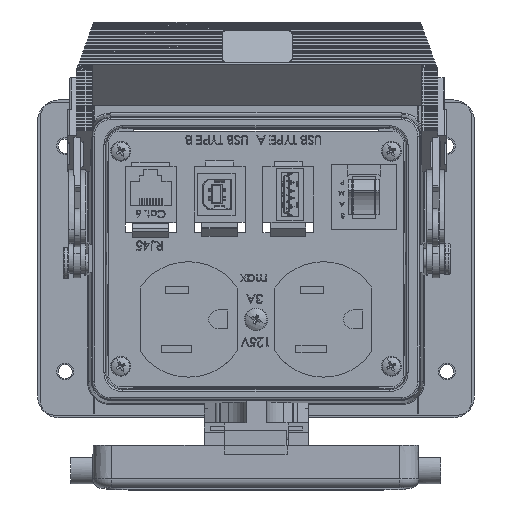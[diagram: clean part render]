
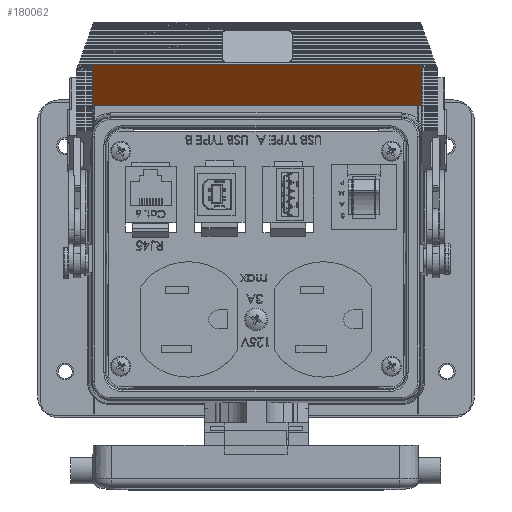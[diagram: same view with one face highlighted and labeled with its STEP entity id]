
A CAD part, top view. The second image highlights one B-rep face of the part: STEP entity #180062.
In plain terms, the highlighted planar face has unit normal (0, -0.695, 0.719).
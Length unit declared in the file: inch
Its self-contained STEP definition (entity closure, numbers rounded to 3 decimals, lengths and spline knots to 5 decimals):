
#5402 = ORIENTED_EDGE ( 'NONE', *, *, #213829, .T. ) ;
#16990 = DIRECTION ( 'NONE',  ( 0., -0.719, -0.695 ) ) ;
#30198 = DIRECTION ( 'NONE',  ( 1., 0., 0. ) ) ;
#32308 = VECTOR ( 'NONE', #147807, 39.37008 ) ;
#34053 = VECTOR ( 'NONE', #145091, 39.37008 ) ;
#37834 = CARTESIAN_POINT ( 'NONE',  ( 1.883, 2.19923, 0.80925 ) ) ;
#45942 = VERTEX_POINT ( 'NONE', #37834 ) ;
#47753 = CARTESIAN_POINT ( 'NONE',  ( 1.883, 1.73484, 0.3608 ) ) ;
#50437 = VERTEX_POINT ( 'NONE', #213450 ) ;
#58812 = PLANE ( 'NONE',  #185902 ) ;
#59475 = VECTOR ( 'NONE', #16990, 39.37008 ) ;
#60968 = CARTESIAN_POINT ( 'NONE',  ( 1.883, 2.34628, 0.95126 ) ) ;
#61043 = FACE_OUTER_BOUND ( 'NONE', #208169, .T. ) ;
#61700 = DIRECTION ( 'NONE',  ( 0., 0.695, -0.719 ) ) ;
#63133 = ORIENTED_EDGE ( 'NONE', *, *, #64408, .T. ) ;
#64408 = EDGE_CURVE ( 'NONE', #45942, #149452, #200925, .T. ) ;
#81837 = LINE ( 'NONE', #162409, #32308 ) ;
#87391 = VERTEX_POINT ( 'NONE', #47753 ) ;
#90700 = LINE ( 'NONE', #181731, #59475 ) ;
#96935 = CARTESIAN_POINT ( 'NONE',  ( 1.883, 2.19923, 0.80925 ) ) ;
#104409 = CARTESIAN_POINT ( 'NONE',  ( -1.857, 2.19923, 0.80925 ) ) ;
#121506 = ORIENTED_EDGE ( 'NONE', *, *, #130561, .F. ) ;
#125257 = ORIENTED_EDGE ( 'NONE', *, *, #190212, .T. ) ;
#130120 = CARTESIAN_POINT ( 'NONE',  ( 1.883, 1.73484, 0.3608 ) ) ;
#130561 = EDGE_CURVE ( 'NONE', #45942, #87391, #90700, .T. ) ;
#145091 = DIRECTION ( 'NONE',  ( -1., 0., 0. ) ) ;
#147807 = DIRECTION ( 'NONE',  ( 0., -0.719, -0.695 ) ) ;
#149452 = VERTEX_POINT ( 'NONE', #104409 ) ;
#152159 = VECTOR ( 'NONE', #30198, 39.37008 ) ;
#162409 = CARTESIAN_POINT ( 'NONE',  ( -1.857, 2.34628, 0.95126 ) ) ;
#177708 = DIRECTION ( 'NONE',  ( 0., 0.719, 0.695 ) ) ;
#180062 = ADVANCED_FACE ( 'NONE', ( #61043 ), #58812, .F. ) ;
#181731 = CARTESIAN_POINT ( 'NONE',  ( 1.883, 2.34628, 0.95126 ) ) ;
#185902 = AXIS2_PLACEMENT_3D ( 'NONE', #60968, #61700, #177708 ) ;
#190212 = EDGE_CURVE ( 'NONE', #149452, #50437, #81837, .T. ) ;
#196409 = LINE ( 'NONE', #130120, #152159 ) ;
#200925 = LINE ( 'NONE', #96935, #34053 ) ;
#208169 = EDGE_LOOP ( 'NONE', ( #121506, #63133, #125257, #5402 ) ) ;
#213450 = CARTESIAN_POINT ( 'NONE',  ( -1.857, 1.73484, 0.3608 ) ) ;
#213829 = EDGE_CURVE ( 'NONE', #50437, #87391, #196409, .T. ) ;
